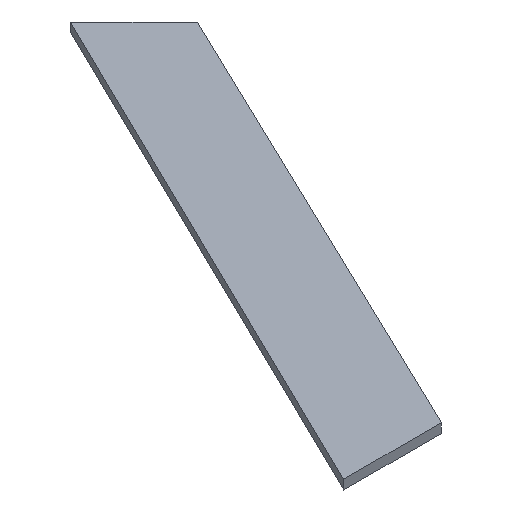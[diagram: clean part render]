
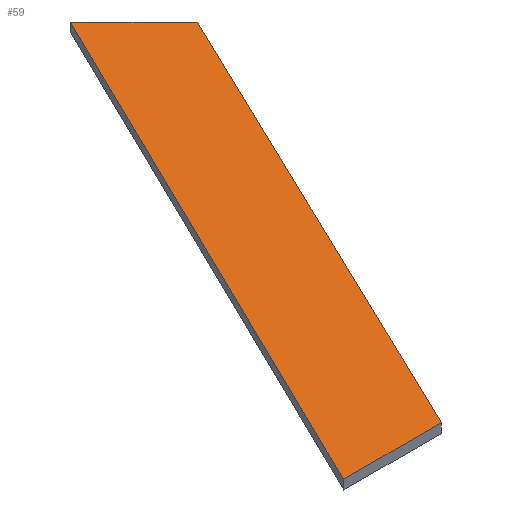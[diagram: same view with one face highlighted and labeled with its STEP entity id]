
A CAD part, isometric view. The second image highlights one B-rep face of the part: STEP entity #59.
In plain terms, the highlighted planar face has unit normal (0, 0, 1).
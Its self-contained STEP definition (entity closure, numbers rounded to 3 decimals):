
#4 = LINE ( 'NONE', #21, #49 ) ;
#5 = VERTEX_POINT ( 'NONE', #176 ) ;
#6 = AXIS2_PLACEMENT_3D ( 'NONE', #19, #37, #180 ) ;
#8 = DIRECTION ( 'NONE',  ( -0.438, -0.899, 0. ) ) ;
#18 = CARTESIAN_POINT ( 'NONE',  ( -158.473, 20.866, 0. ) ) ;
#19 = CARTESIAN_POINT ( 'NONE',  ( 0., 0., 0. ) ) ;
#20 = VECTOR ( 'NONE', #161, 1000. ) ;
#21 = CARTESIAN_POINT ( 'NONE',  ( -152.567, 74.318, 0. ) ) ;
#36 = EDGE_CURVE ( 'NONE', #183, #51, #63, .T. ) ;
#37 = DIRECTION ( 'NONE',  ( 0., 0., 1. ) ) ;
#49 = VECTOR ( 'NONE', #8, 1000. ) ;
#51 = VERTEX_POINT ( 'NONE', #18 ) ;
#53 = VECTOR ( 'NONE', #147, 1000. ) ;
#59 = ADVANCED_FACE ( 'NONE', ( #192 ), #159, .T. ) ;
#63 = LINE ( 'NONE', #175, #20 ) ;
#66 = EDGE_CURVE ( 'NONE', #5, #108, #4, .T. ) ;
#79 = EDGE_LOOP ( 'NONE', ( #196, #154, #179, #96 ) ) ;
#80 = VECTOR ( 'NONE', #162, 1000. ) ;
#87 = CARTESIAN_POINT ( 'NONE',  ( -227.316, -79.134, 0. ) ) ;
#93 = CARTESIAN_POINT ( 'NONE',  ( 0., -79.134, 0. ) ) ;
#96 = ORIENTED_EDGE ( 'NONE', *, *, #66, .T. ) ;
#99 = CARTESIAN_POINT ( 'NONE',  ( -68.803, -68.803, 0. ) ) ;
#105 = LINE ( 'NONE', #93, #80 ) ;
#108 = VERTEX_POINT ( 'NONE', #87 ) ;
#113 = CARTESIAN_POINT ( 'NONE',  ( -206.449, -79.134, 0. ) ) ;
#137 = LINE ( 'NONE', #99, #53 ) ;
#147 = DIRECTION ( 'NONE',  ( -0.707, 0.707, 0. ) ) ;
#151 = EDGE_CURVE ( 'NONE', #51, #5, #137, .T. ) ;
#154 = ORIENTED_EDGE ( 'NONE', *, *, #36, .T. ) ;
#159 = PLANE ( 'NONE',  #6 ) ;
#161 = DIRECTION ( 'NONE',  ( 0.433, 0.902, 0. ) ) ;
#162 = DIRECTION ( 'NONE',  ( 1., 0., 0. ) ) ;
#175 = CARTESIAN_POINT ( 'NONE',  ( -136.959, 65.708, 0. ) ) ;
#176 = CARTESIAN_POINT ( 'NONE',  ( -172.01, 34.403, 0. ) ) ;
#179 = ORIENTED_EDGE ( 'NONE', *, *, #151, .T. ) ;
#180 = DIRECTION ( 'NONE',  ( 1., 0., 0. ) ) ;
#183 = VERTEX_POINT ( 'NONE', #113 ) ;
#190 = EDGE_CURVE ( 'NONE', #108, #183, #105, .T. ) ;
#192 = FACE_OUTER_BOUND ( 'NONE', #79, .T. ) ;
#196 = ORIENTED_EDGE ( 'NONE', *, *, #190, .T. ) ;
